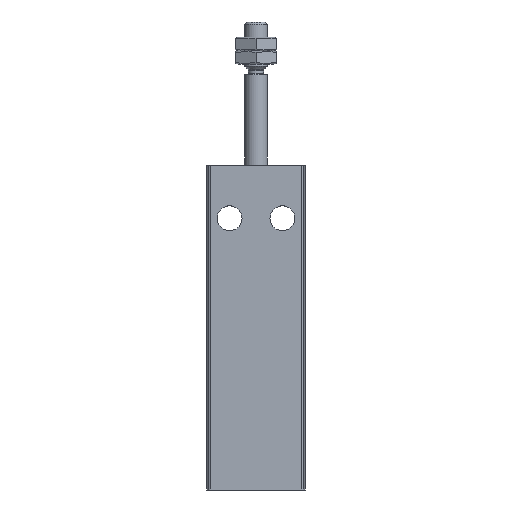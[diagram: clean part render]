
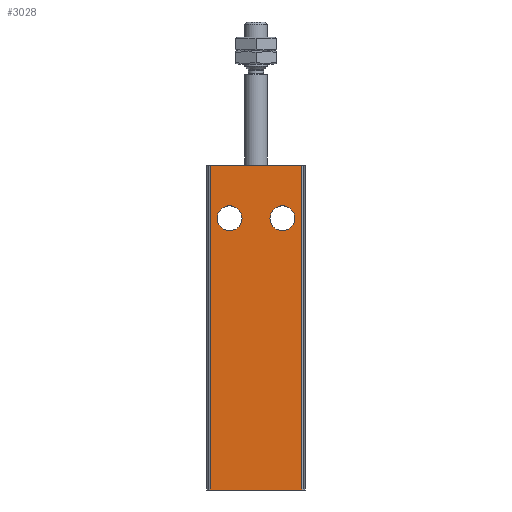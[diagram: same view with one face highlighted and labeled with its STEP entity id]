
A CAD part, front view. The second image highlights one B-rep face of the part: STEP entity #3028.
In plain terms, the highlighted planar face has unit normal (0, -1, 0).
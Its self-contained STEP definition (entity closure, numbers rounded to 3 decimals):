
#117=PLANE('',#3342);
#291=LINE('',#5314,#461);
#292=LINE('',#5317,#462);
#293=LINE('',#5319,#463);
#294=LINE('',#5321,#464);
#461=VECTOR('',#3997,1000.);
#462=VECTOR('',#3998,1000.);
#463=VECTOR('',#3999,1000.);
#464=VECTOR('',#4000,1000.);
#511=CIRCLE('',#3183,1.65);
#512=CIRCLE('',#3186,1.65);
#978=ORIENTED_EDGE('',*,*,#1514,.F.);
#979=ORIENTED_EDGE('',*,*,#1510,.F.);
#980=ORIENTED_EDGE('',*,*,#1772,.T.);
#981=ORIENTED_EDGE('',*,*,#1773,.T.);
#982=ORIENTED_EDGE('',*,*,#1774,.F.);
#983=ORIENTED_EDGE('',*,*,#1775,.F.);
#1510=EDGE_CURVE('',#1935,#1935,#511,.T.);
#1514=EDGE_CURVE('',#1939,#1939,#512,.T.);
#1772=EDGE_CURVE('',#2141,#2142,#291,.T.);
#1773=EDGE_CURVE('',#2142,#2143,#292,.T.);
#1774=EDGE_CURVE('',#2144,#2143,#293,.T.);
#1775=EDGE_CURVE('',#2141,#2144,#294,.T.);
#1935=VERTEX_POINT('',#4495);
#1939=VERTEX_POINT('',#4541);
#2141=VERTEX_POINT('',#5315);
#2142=VERTEX_POINT('',#5316);
#2143=VERTEX_POINT('',#5318);
#2144=VERTEX_POINT('',#5320);
#2405=EDGE_LOOP('',(#978));
#2406=EDGE_LOOP('',(#979));
#2407=EDGE_LOOP('',(#980,#981,#982,#983));
#2671=FACE_BOUND('',#2405,.T.);
#2672=FACE_BOUND('',#2406,.T.);
#2673=FACE_BOUND('',#2407,.T.);
#3028=ADVANCED_FACE('',(#2671,#2672,#2673),#117,.T.);
#3183=AXIS2_PLACEMENT_3D('',#4494,#3557,#3558);
#3186=AXIS2_PLACEMENT_3D('',#4540,#3563,#3564);
#3342=AXIS2_PLACEMENT_3D('',#5313,#3995,#3996);
#3557=DIRECTION('',(0.,-1.,0.));
#3558=DIRECTION('',(0.,0.,-1.));
#3563=DIRECTION('',(0.,-1.,0.));
#3564=DIRECTION('',(0.,0.,-1.));
#3995=DIRECTION('',(0.,-1.,0.));
#3996=DIRECTION('',(0.,0.,-1.));
#3997=DIRECTION('',(1.,0.,0.));
#3998=DIRECTION('',(0.,0.,1.));
#3999=DIRECTION('',(1.,0.,0.));
#4000=DIRECTION('',(0.,0.,1.));
#4494=CARTESIAN_POINT('',(3.5,-11.,-7.));
#4495=CARTESIAN_POINT('',(3.5,-11.,-8.65));
#4540=CARTESIAN_POINT('',(-3.5,-11.,-7.));
#4541=CARTESIAN_POINT('',(-3.5,-11.,-8.65));
#5313=CARTESIAN_POINT('',(-6.5,-11.,-43.));
#5314=CARTESIAN_POINT('',(-6.5,-11.,-43.));
#5315=CARTESIAN_POINT('',(-6.042,-11.,-43.));
#5316=CARTESIAN_POINT('',(6.042,-11.,-43.));
#5317=CARTESIAN_POINT('',(6.042,-11.,-43.));
#5318=CARTESIAN_POINT('',(6.042,-11.,0.));
#5319=CARTESIAN_POINT('',(-6.5,-11.,0.));
#5320=CARTESIAN_POINT('',(-6.042,-11.,0.));
#5321=CARTESIAN_POINT('',(-6.042,-11.,-43.));
